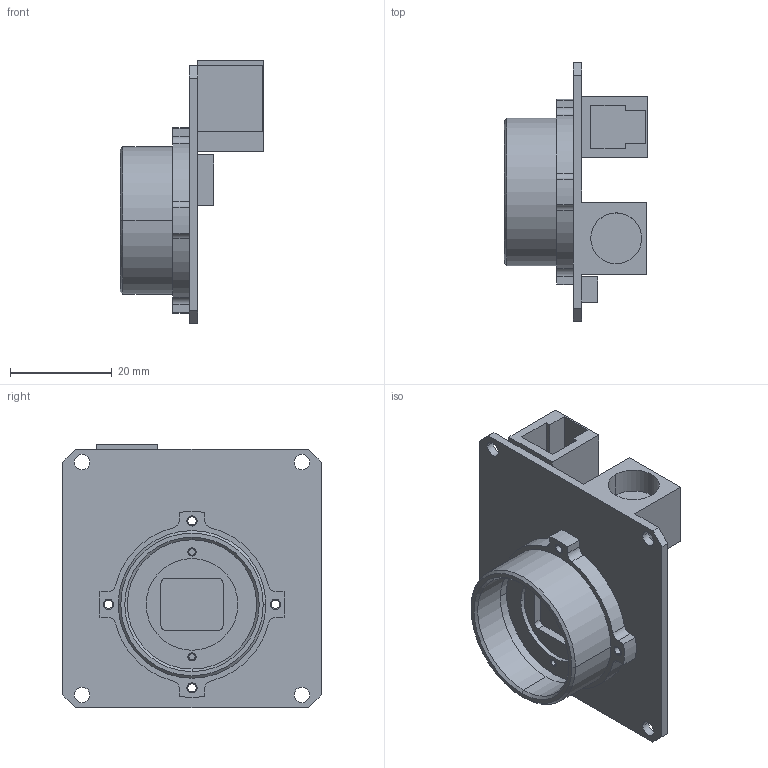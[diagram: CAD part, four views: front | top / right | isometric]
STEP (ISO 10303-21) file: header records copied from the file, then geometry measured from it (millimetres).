
FILE_DESCRIPTION((''),'2;1');
FILE_NAME('101007','2024-11-29T',('zkm'),(''),'PRO/ENGINEER BY PARAMETRIC TECHNOLOGY CORPORATION, 2004110','PRO/ENGINEER BY PARAMETRIC TECHNOLOGY CORPORATION, 2004110','');
FILE_SCHEMA(('CONFIG_CONTROL_DESIGN'));
Length unit declared in the file: millimetre
Products named in the file (1): 101007
Bounding box: 28.2 x 50.8 x 51.8 mm (x, y, z)
Volume: 11567.3 mm3; surface area: 12025.1 mm2
Topology: 1 solids, 9 shells, 142 faces, 370 edges, 246 vertices
Faces by surface type: cylinder 74, plane 64, cone 4
Entity records: 4471 total; most frequent: DIRECTION 808, CARTESIAN_POINT 759, ORIENTED_EDGE 708, EDGE_CURVE 370, AXIS2_PLACEMENT_3D 295, VERTEX_POINT 246, VECTOR 218, LINE 218
